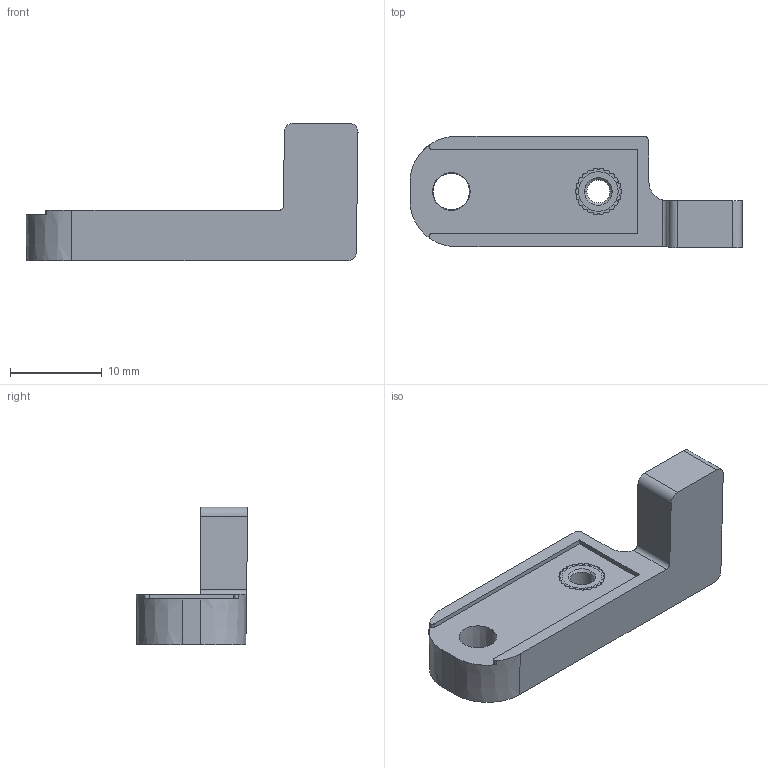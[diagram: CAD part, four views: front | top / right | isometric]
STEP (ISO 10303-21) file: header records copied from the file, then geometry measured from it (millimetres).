
FILE_DESCRIPTION (( 'STEP AP214' ), '1' );
FILE_NAME ('切刀支架.STEP', '2025-12-01T08:25:19', ( 'Windows 用户' ), ( '' ), 'SwSTEP 2.0', 'SolidWorks 2016', '' );
FILE_SCHEMA (( 'AUTOMOTIVE_DESIGN' ));
Length unit declared in the file: millimetre
Products named in the file (1): з絮盓殤
Bounding box: 36.11 x 12.13 x 15 mm (x, y, z)
Volume: 1716.9 mm3; surface area: 2137.5 mm2
Topology: 2 solids, 2 shells, 311 faces, 886 edges, 589 vertices
Faces by surface type: cylinder 224, plane 65, cone 18, bspline 4
Entity records: 10517 total; most frequent: CARTESIAN_POINT 1962, DIRECTION 1944, ORIENTED_EDGE 1772, EDGE_CURVE 886, AXIS2_PLACEMENT_3D 785, VERTEX_POINT 589, CIRCLE 477, LINE 374
